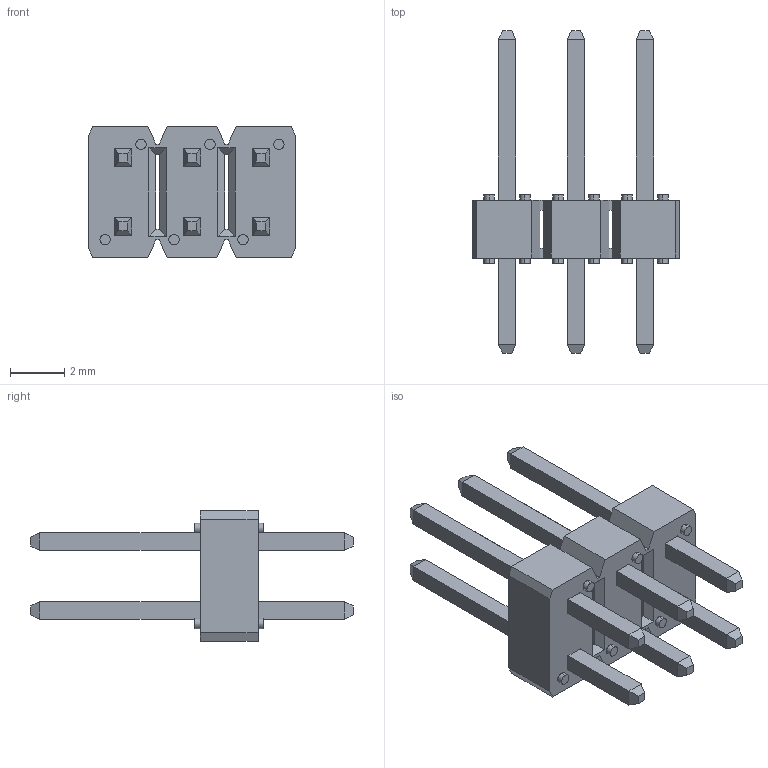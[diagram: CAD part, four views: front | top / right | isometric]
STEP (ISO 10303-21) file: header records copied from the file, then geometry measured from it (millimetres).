
FILE_DESCRIPTION (( 'STEP AP214' ), '1' );
FILE_NAME ('67997-206HLF.STEP', '2020-05-05T12:49:18', ( '' ), ( '' ), 'SwSTEP 2.0', 'SolidWorks 2017', '' );
FILE_SCHEMA (( 'AUTOMOTIVE_DESIGN' ));
Length unit declared in the file: inch
Products named in the file (1): 67997-206HLF
Bounding box: 7.62 x 11.89 x 4.83 mm (x, y, z)
Volume: 96.6 mm3; surface area: 370.2 mm2
Topology: 13 solids, 13 shells, 246 faces, 568 edges, 352 vertices
Faces by surface type: plane 222, cylinder 24
Entity records: 7500 total; most frequent: CARTESIAN_POINT 1167, ORIENTED_EDGE 1136, DIRECTION 1110, EDGE_CURVE 568, LINE 520, VECTOR 520, VERTEX_POINT 352, AXIS2_PLACEMENT_3D 295
